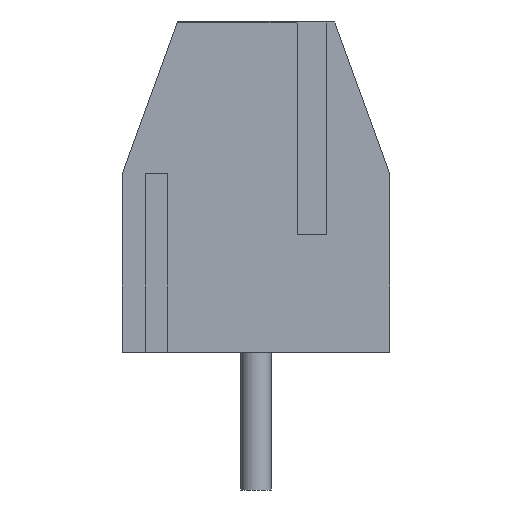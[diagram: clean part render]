
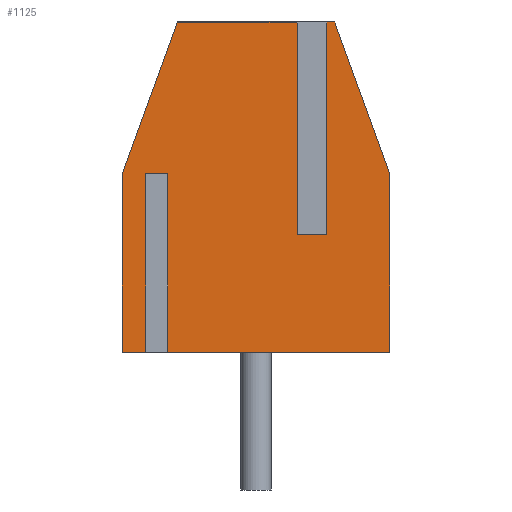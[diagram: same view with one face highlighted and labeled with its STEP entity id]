
A CAD part, left-side view. The second image highlights one B-rep face of the part: STEP entity #1125.
In plain terms, the highlighted planar face has unit normal (-1, 0, 0).
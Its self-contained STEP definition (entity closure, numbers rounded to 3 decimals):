
#1041=AXIS2_PLACEMENT_3D('Plane Axis2P3D',#1038,#1039,#1040) ;
#40=CARTESIAN_POINT('Vertex',(0.45,6.8,3.5)) ;
#112=CARTESIAN_POINT('Vertex',(0.45,0.,3.5)) ;
#115=CARTESIAN_POINT('Line Origine',(0.45,2.825,3.5)) ;
#119=CARTESIAN_POINT('Vertex',(0.45,5.65,3.5)) ;
#168=CARTESIAN_POINT('Vertex',(0.45,6.2,3.5)) ;
#171=CARTESIAN_POINT('Line Origine',(0.45,6.5,3.5)) ;
#212=CARTESIAN_POINT('Line Origine',(0.45,6.8,5.775)) ;
#216=CARTESIAN_POINT('Vertex',(0.45,6.8,8.05)) ;
#512=CARTESIAN_POINT('Vertex',(0.45,0.,8.05)) ;
#515=CARTESIAN_POINT('Line Origine',(0.45,0.,5.775)) ;
#1038=CARTESIAN_POINT('Axis2P3D Location',(0.45,0.,0.)) ;
#1043=CARTESIAN_POINT('Line Origine',(0.45,0.7,9.975)) ;
#1047=CARTESIAN_POINT('Vertex',(0.45,1.4,11.9)) ;
#1050=CARTESIAN_POINT('Line Origine',(0.45,1.55,11.9)) ;
#1054=CARTESIAN_POINT('Vertex',(0.45,1.7,11.9)) ;
#1057=CARTESIAN_POINT('Line Origine',(0.45,1.7,9.2)) ;
#1061=CARTESIAN_POINT('Vertex',(0.45,1.7,6.5)) ;
#1064=CARTESIAN_POINT('Line Origine',(0.45,1.975,6.5)) ;
#1068=CARTESIAN_POINT('Vertex',(0.45,2.25,6.5)) ;
#1071=CARTESIAN_POINT('Line Origine',(0.45,2.25,9.2)) ;
#1075=CARTESIAN_POINT('Vertex',(0.45,2.25,11.9)) ;
#1078=CARTESIAN_POINT('Line Origine',(0.45,3.825,11.9)) ;
#1082=CARTESIAN_POINT('Vertex',(0.45,5.4,11.9)) ;
#1085=CARTESIAN_POINT('Line Origine',(0.45,6.1,9.975)) ;
#1090=CARTESIAN_POINT('Line Origine',(0.45,6.2,5.775)) ;
#1094=CARTESIAN_POINT('Vertex',(0.45,6.2,8.05)) ;
#1097=CARTESIAN_POINT('Line Origine',(0.45,5.925,8.05)) ;
#1101=CARTESIAN_POINT('Vertex',(0.45,5.65,8.05)) ;
#1104=CARTESIAN_POINT('Line Origine',(0.45,5.65,5.775)) ;
#116=DIRECTION('Vector Direction',(0.,1.,0.)) ;
#172=DIRECTION('Vector Direction',(0.,1.,0.)) ;
#213=DIRECTION('Vector Direction',(0.,0.,1.)) ;
#516=DIRECTION('Vector Direction',(0.,0.,-1.)) ;
#1039=DIRECTION('Axis2P3D Direction',(-1.,0.,0.)) ;
#1040=DIRECTION('Axis2P3D XDirection',(0.,0.,1.)) ;
#1044=DIRECTION('Vector Direction',(0.,-0.342,-0.94)) ;
#1051=DIRECTION('Vector Direction',(0.,-1.,0.)) ;
#1058=DIRECTION('Vector Direction',(0.,0.,1.)) ;
#1065=DIRECTION('Vector Direction',(0.,1.,0.)) ;
#1072=DIRECTION('Vector Direction',(0.,0.,1.)) ;
#1079=DIRECTION('Vector Direction',(0.,-1.,0.)) ;
#1086=DIRECTION('Vector Direction',(0.,-0.342,0.94)) ;
#1091=DIRECTION('Vector Direction',(0.,0.,1.)) ;
#1098=DIRECTION('Vector Direction',(0.,1.,0.)) ;
#1105=DIRECTION('Vector Direction',(0.,0.,1.)) ;
#117=VECTOR('Line Direction',#116,1.) ;
#173=VECTOR('Line Direction',#172,1.) ;
#214=VECTOR('Line Direction',#213,1.) ;
#517=VECTOR('Line Direction',#516,1.) ;
#1045=VECTOR('Line Direction',#1044,1.) ;
#1052=VECTOR('Line Direction',#1051,1.) ;
#1059=VECTOR('Line Direction',#1058,1.) ;
#1066=VECTOR('Line Direction',#1065,1.) ;
#1073=VECTOR('Line Direction',#1072,1.) ;
#1080=VECTOR('Line Direction',#1079,1.) ;
#1087=VECTOR('Line Direction',#1086,1.) ;
#1092=VECTOR('Line Direction',#1091,1.) ;
#1099=VECTOR('Line Direction',#1098,1.) ;
#1106=VECTOR('Line Direction',#1105,1.) ;
#1110=ORIENTED_EDGE('',*,*,#121,.T.) ;
#1111=ORIENTED_EDGE('',*,*,#519,.T.) ;
#1112=ORIENTED_EDGE('',*,*,#1049,.T.) ;
#1113=ORIENTED_EDGE('',*,*,#1056,.T.) ;
#1114=ORIENTED_EDGE('',*,*,#1063,.F.) ;
#1115=ORIENTED_EDGE('',*,*,#1070,.T.) ;
#1116=ORIENTED_EDGE('',*,*,#1077,.T.) ;
#1117=ORIENTED_EDGE('',*,*,#1084,.T.) ;
#1118=ORIENTED_EDGE('',*,*,#1089,.T.) ;
#1119=ORIENTED_EDGE('',*,*,#218,.T.) ;
#1120=ORIENTED_EDGE('',*,*,#175,.T.) ;
#1121=ORIENTED_EDGE('',*,*,#1096,.T.) ;
#1122=ORIENTED_EDGE('',*,*,#1103,.T.) ;
#1123=ORIENTED_EDGE('',*,*,#1108,.F.) ;
#1125=ADVANCED_FACE('HOUSING',(#1124),#1042,.T.) ;
#121=EDGE_CURVE('',#120,#113,#118,.F.) ;
#175=EDGE_CURVE('',#41,#169,#174,.F.) ;
#218=EDGE_CURVE('',#217,#41,#215,.F.) ;
#519=EDGE_CURVE('',#113,#513,#518,.F.) ;
#1049=EDGE_CURVE('',#513,#1048,#1046,.F.) ;
#1056=EDGE_CURVE('',#1048,#1055,#1053,.F.) ;
#1063=EDGE_CURVE('',#1062,#1055,#1060,.T.) ;
#1070=EDGE_CURVE('',#1062,#1069,#1067,.T.) ;
#1077=EDGE_CURVE('',#1069,#1076,#1074,.T.) ;
#1084=EDGE_CURVE('',#1076,#1083,#1081,.F.) ;
#1089=EDGE_CURVE('',#1083,#217,#1088,.F.) ;
#1096=EDGE_CURVE('',#169,#1095,#1093,.T.) ;
#1103=EDGE_CURVE('',#1095,#1102,#1100,.F.) ;
#1108=EDGE_CURVE('',#120,#1102,#1107,.T.) ;
#1109=EDGE_LOOP('',(#1110,#1111,#1112,#1113,#1114,#1115,#1116,#1117,#1118,#1119,#1120,#1121,#1122,#1123)) ;
#1124=FACE_OUTER_BOUND('',#1109,.T.) ;
#118=LINE('Line',#115,#117) ;
#174=LINE('Line',#171,#173) ;
#215=LINE('Line',#212,#214) ;
#518=LINE('Line',#515,#517) ;
#1046=LINE('Line',#1043,#1045) ;
#1053=LINE('Line',#1050,#1052) ;
#1060=LINE('Line',#1057,#1059) ;
#1067=LINE('Line',#1064,#1066) ;
#1074=LINE('Line',#1071,#1073) ;
#1081=LINE('Line',#1078,#1080) ;
#1088=LINE('Line',#1085,#1087) ;
#1093=LINE('Line',#1090,#1092) ;
#1100=LINE('Line',#1097,#1099) ;
#1107=LINE('Line',#1104,#1106) ;
#1042=PLANE('',#1041) ;
#41=VERTEX_POINT('',#40) ;
#113=VERTEX_POINT('',#112) ;
#120=VERTEX_POINT('',#119) ;
#169=VERTEX_POINT('',#168) ;
#217=VERTEX_POINT('',#216) ;
#513=VERTEX_POINT('',#512) ;
#1048=VERTEX_POINT('',#1047) ;
#1055=VERTEX_POINT('',#1054) ;
#1062=VERTEX_POINT('',#1061) ;
#1069=VERTEX_POINT('',#1068) ;
#1076=VERTEX_POINT('',#1075) ;
#1083=VERTEX_POINT('',#1082) ;
#1095=VERTEX_POINT('',#1094) ;
#1102=VERTEX_POINT('',#1101) ;
